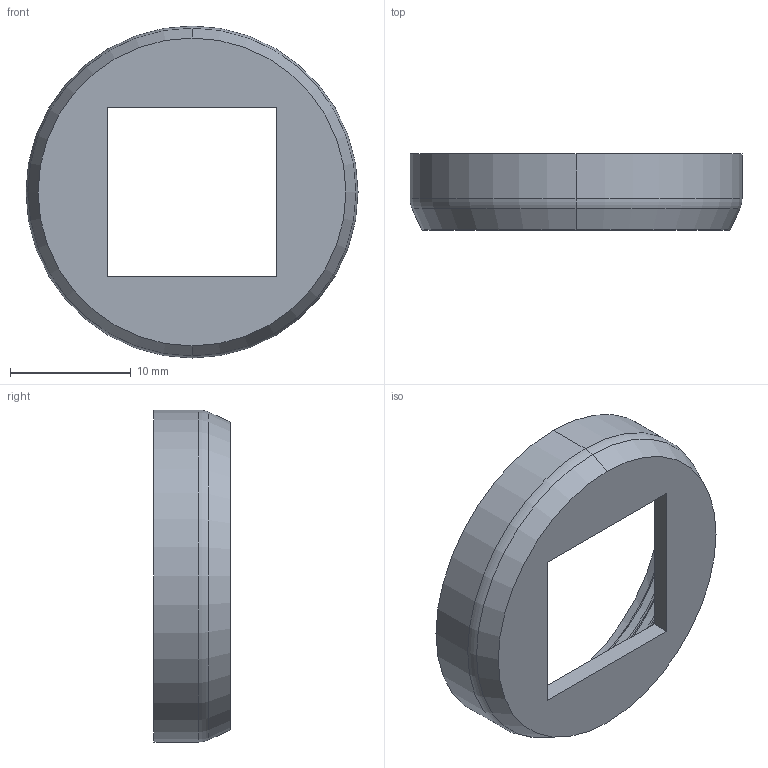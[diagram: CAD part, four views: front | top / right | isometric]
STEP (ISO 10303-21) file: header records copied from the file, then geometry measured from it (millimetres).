
FILE_DESCRIPTION (( 'STEP AP214' ), '1' );
FILE_NAME ('Housing_bottom.STEP', '2022-07-05T22:58:02', ( '' ), ( '' ), 'SwSTEP 2.0', 'SolidWorks 2021', '' );
FILE_SCHEMA (( 'AUTOMOTIVE_DESIGN' ));
Length unit declared in the file: millimetre
Products named in the file (1): Housing_bottom
Bounding box: 27.5 x 6.3 x 27.5 mm (x, y, z)
Volume: 1033.8 mm3; surface area: 1822.3 mm2
Topology: 1 solids, 1 shells, 28 faces, 69 edges, 44 vertices
Faces by surface type: cylinder 10, plane 9, torus 4, bspline 3, cone 2
Entity records: 1338 total; most frequent: CARTESIAN_POINT 689, ORIENTED_EDGE 138, DIRECTION 117, EDGE_CURVE 69, VERTEX_POINT 44, AXIS2_PLACEMENT_3D 44, EDGE_LOOP 31, VECTOR 29
